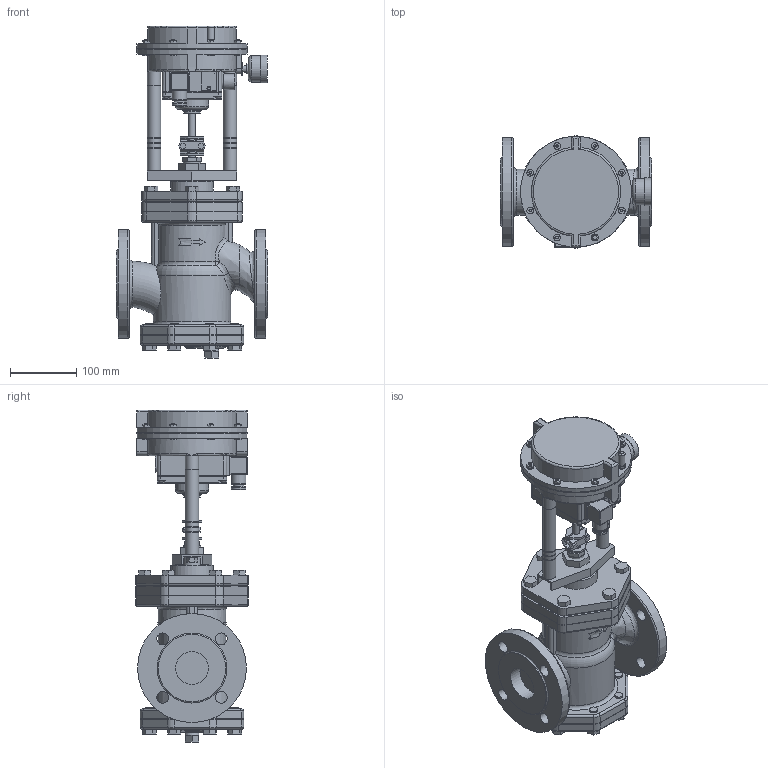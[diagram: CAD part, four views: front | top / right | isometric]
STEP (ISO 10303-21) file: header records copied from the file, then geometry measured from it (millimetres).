
FILE_DESCRIPTION(/* description */ (''),/* implementation_level */ '2;1');
FILE_NAME(/* name */ 'cvsr0-050-e0025-00.stp',/* time_stamp */ '2016-07-27T11:53:24+09:00',/* author */ ('nakaot'),/* organization */ (''),/* preprocessor_version */ 'ST-DEVELOPER v15.6',/* originating_system */ 'Autodesk Inventor 2015',/* authorisation */ '');
FILE_SCHEMA (('CONFIG_CONTROL_DESIGN'));
Length unit declared in the file: millimetre
Products named in the file (1): cvsr0-050-e0025-00
Bounding box: 230 x 171.16 x 503 mm (x, y, z)
Volume: 5955082.4 mm3; surface area: 533311.1 mm2
Topology: 3 solids, 4 shells, 1077 faces, 2568 edges, 1621 vertices
Faces by surface type: plane 715, cylinder 257, torus 58, bspline 42, sphere 4, cone 1
Full cylindrical faces by diameter (mm): 4 x8, 4.5 x4, 6 x1, 8 x4, 10 x10, 10.392 x1, 11.445 x2, 12 x34, 14 x8, 15 x3, 16 x2, 16.6 x1, 18 x14, 20 x12, 22 x3, 24 x1, 25 x1, 26 x1, 30 x1, 40 x1, 42 x1, 50 x3, 65 x1, 88 x1, 100 x1, 102 x2, 117 x1, 120 x1, 164 x1, 165 x2
Entity records: 32547 total; most frequent: CARTESIAN_POINT 8095, DIRECTION 5060, ORIENTED_EDGE 4762, EDGE_CURVE 2381, AXIS2_PLACEMENT_3D 1778, VERTEX_POINT 1585, LINE 1504, VECTOR 1504
